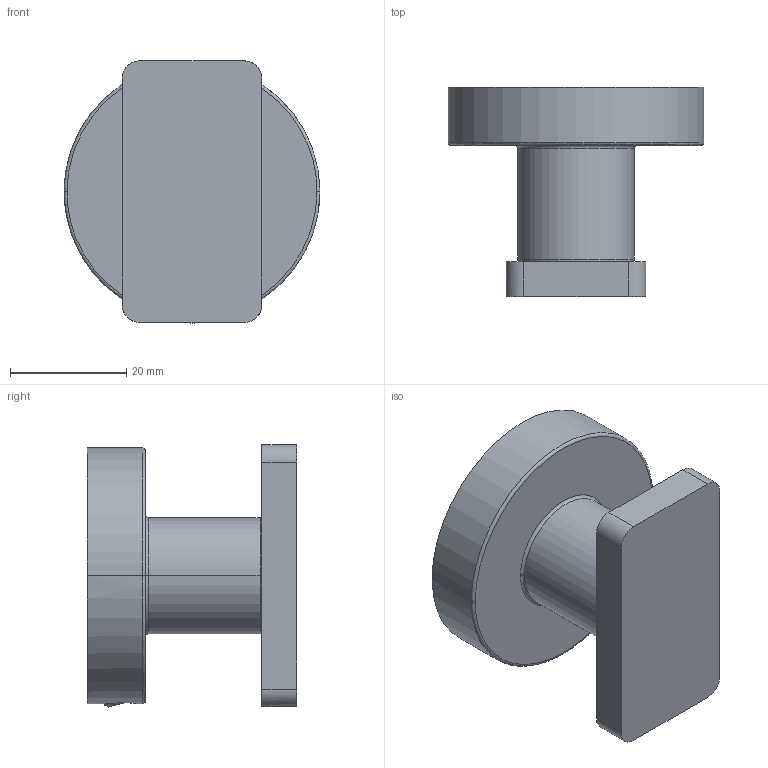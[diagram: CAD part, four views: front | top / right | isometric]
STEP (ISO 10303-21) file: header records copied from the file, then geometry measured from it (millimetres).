
FILE_DESCRIPTION(/* description */ (''),/* implementation_level */ '2;1');
FILE_NAME(/* name */ 'STEP - 34031A_9511270',/* time_stamp */ '2025-06-27T14:35:58+10:00',/* author */ (''),/* organization */ (''),/* preprocessor_version */ 'ST-DEVELOPER v16.5',/* originating_system */ 'Rhino 7.37',/* authorisation */ '');
FILE_SCHEMA (('AUTOMOTIVE_DESIGN'));
Length unit declared in the file: millimetre
Products named in the file (2): Document; 34031A-00-00
Assembly tree (1 placements, depth 2):
  Document
    34031A-00-00
Bounding box: 44 x 36 x 45.1 mm (x, y, z)
Surface area: 11123.1 mm2 (no closed solid volume)
Topology: 0 solids, 5 shells, 98 faces, 276 edges, 184 vertices
Faces by surface type: plane 44, cylinder 34, bspline 20
Entity records: 3804 total; most frequent: CARTESIAN_POINT 2075, ORIENTED_EDGE 479, EDGE_CURVE 274, VERTEX_POINT 184, B_SPLINE_CURVE_WITH_KNOTS 177, EDGE_LOOP 109, ADVANCED_FACE 98, FACE_OUTER_BOUND 98
